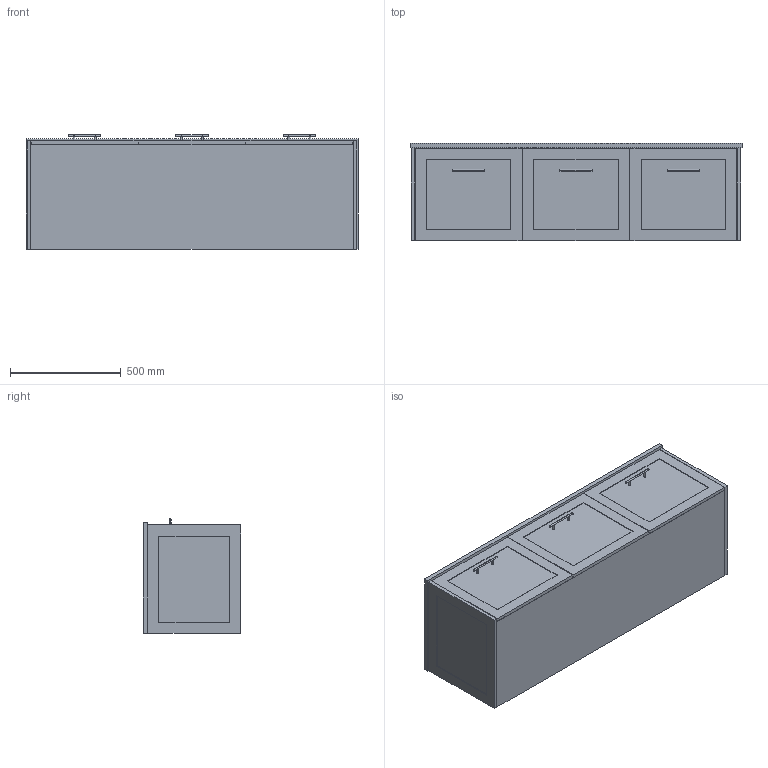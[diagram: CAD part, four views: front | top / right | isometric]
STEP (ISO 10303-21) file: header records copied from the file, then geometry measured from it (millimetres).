
FILE_DESCRIPTION (( 'STEP AP214' ), '1' );
FILE_NAME ('KL All Door 1500WH.STEP', '2019-07-10T07:34:38', ( '' ), ( '' ), 'SwSTEP 2.0', 'SolidWorks 2015', '' );
FILE_SCHEMA (( 'AUTOMOTIVE_DESIGN' ));
Length unit declared in the file: millimetre
Products named in the file (3): Cross Bar 96; KL All Door 1500WH
Assembly tree (4 placements, depth 2):
  KL All Door 1500WH
    KL All Door 1500WH
    Cross Bar 96  x3
Bounding box: 1500 x 440 x 517 mm (x, y, z)
Volume: 51983112.6 mm3; surface area: 8339976 mm2
Topology: 10 solids, 10 shells, 124 faces, 276 edges, 184 vertices
Faces by surface type: plane 90, cylinder 34
Entity records: 3020 total; most frequent: CARTESIAN_POINT 515, DIRECTION 482, ORIENTED_EDGE 456, EDGE_CURVE 228, VECTOR 180, LINE 180, VERTEX_POINT 152, AXIS2_PLACEMENT_3D 151
